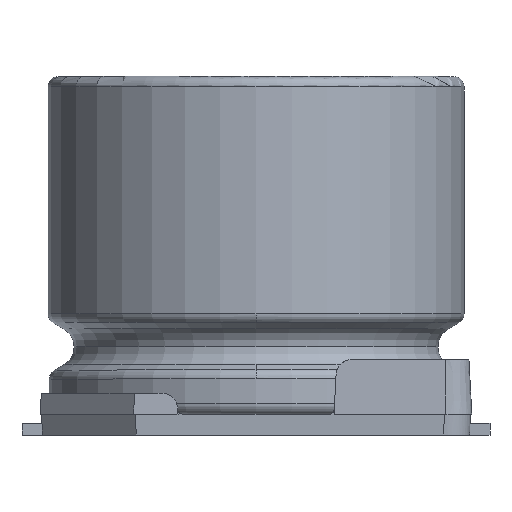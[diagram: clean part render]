
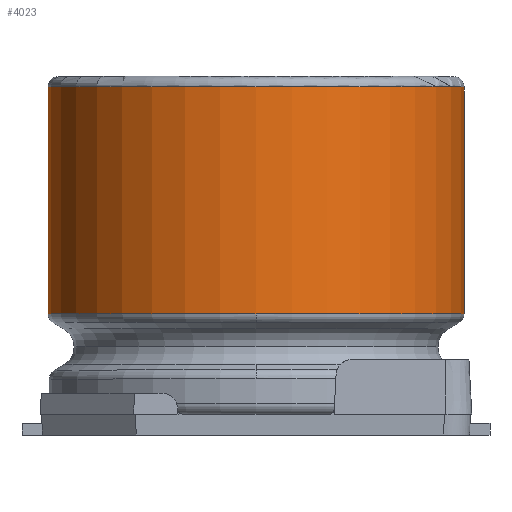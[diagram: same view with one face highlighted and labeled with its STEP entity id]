
A CAD part, top view. The second image highlights one B-rep face of the part: STEP entity #4023.
In plain terms, the highlighted cylindrical face has radius 4 mm (diameter 8 mm), a partial arc.
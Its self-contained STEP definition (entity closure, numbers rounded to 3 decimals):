
#150 = DIRECTION ( 'NONE',  ( 1., 0., 0. ) ) ;
#230 = EDGE_CURVE ( 'NONE', #694, #2395, #332, .T. ) ;
#332 = LINE ( 'NONE', #3308, #836 ) ;
#511 = CARTESIAN_POINT ( 'NONE',  ( 4., 2.335, 0. ) ) ;
#513 = EDGE_CURVE ( 'NONE', #2970, #3824, #1229, .T. ) ;
#617 = AXIS2_PLACEMENT_3D ( 'NONE', #1419, #3401, #150 ) ;
#659 = CARTESIAN_POINT ( 'NONE',  ( 0., 2.335, 0. ) ) ;
#694 = VERTEX_POINT ( 'NONE', #1126 ) ;
#759 = DIRECTION ( 'NONE',  ( 0., -1., 0. ) ) ;
#765 = CIRCLE ( 'NONE', #1566, 4. ) ;
#836 = VECTOR ( 'NONE', #2696, 1000. ) ;
#1126 = CARTESIAN_POINT ( 'NONE',  ( -4., 6.7, 0. ) ) ;
#1229 = LINE ( 'NONE', #3417, #3903 ) ;
#1274 = CARTESIAN_POINT ( 'NONE',  ( 4., 6.7, 0. ) ) ;
#1371 = EDGE_LOOP ( 'NONE', ( #4162, #3225, #2963, #2578, #1630 ) ) ;
#1419 = CARTESIAN_POINT ( 'NONE',  ( 0., 0.4, 0. ) ) ;
#1482 = DIRECTION ( 'NONE',  ( 1., 0., 0. ) ) ;
#1488 = DIRECTION ( 'NONE',  ( 0., 1., 0. ) ) ;
#1566 = AXIS2_PLACEMENT_3D ( 'NONE', #3730, #2122, #1482 ) ;
#1630 = ORIENTED_EDGE ( 'NONE', *, *, #230, .T. ) ;
#2122 = DIRECTION ( 'NONE',  ( 0., 1., 0. ) ) ;
#2127 = EDGE_CURVE ( 'NONE', #2395, #2694, #3760, .T. ) ;
#2166 = AXIS2_PLACEMENT_3D ( 'NONE', #3700, #759, #3970 ) ;
#2395 = VERTEX_POINT ( 'NONE', #3961 ) ;
#2560 = FACE_OUTER_BOUND ( 'NONE', #1371, .T. ) ;
#2578 = ORIENTED_EDGE ( 'NONE', *, *, #3089, .T. ) ;
#2677 = AXIS2_PLACEMENT_3D ( 'NONE', #659, #2895, #2908 ) ;
#2683 = CARTESIAN_POINT ( 'NONE',  ( 0., 2.335, 4. ) ) ;
#2694 = VERTEX_POINT ( 'NONE', #2683 ) ;
#2696 = DIRECTION ( 'NONE',  ( 0., -1., 0. ) ) ;
#2749 = EDGE_CURVE ( 'NONE', #2694, #2970, #765, .T. ) ;
#2895 = DIRECTION ( 'NONE',  ( 0., 1., 0. ) ) ;
#2908 = DIRECTION ( 'NONE',  ( 1., 0., 0. ) ) ;
#2963 = ORIENTED_EDGE ( 'NONE', *, *, #513, .T. ) ;
#2970 = VERTEX_POINT ( 'NONE', #511 ) ;
#3034 = CIRCLE ( 'NONE', #2166, 4. ) ;
#3089 = EDGE_CURVE ( 'NONE', #3824, #694, #3034, .T. ) ;
#3225 = ORIENTED_EDGE ( 'NONE', *, *, #2749, .T. ) ;
#3308 = CARTESIAN_POINT ( 'NONE',  ( -4., 0.4, 0. ) ) ;
#3401 = DIRECTION ( 'NONE',  ( 0., -1., 0. ) ) ;
#3417 = CARTESIAN_POINT ( 'NONE',  ( 4., 0.4, 0. ) ) ;
#3475 = CYLINDRICAL_SURFACE ( 'NONE', #617, 4. ) ;
#3700 = CARTESIAN_POINT ( 'NONE',  ( 0., 6.7, 0. ) ) ;
#3730 = CARTESIAN_POINT ( 'NONE',  ( 0., 2.335, 0. ) ) ;
#3760 = CIRCLE ( 'NONE', #2677, 4. ) ;
#3824 = VERTEX_POINT ( 'NONE', #1274 ) ;
#3903 = VECTOR ( 'NONE', #1488, 1000. ) ;
#3961 = CARTESIAN_POINT ( 'NONE',  ( -4., 2.335, 0. ) ) ;
#3970 = DIRECTION ( 'NONE',  ( 1., 0., 0. ) ) ;
#4023 = ADVANCED_FACE ( 'NONE', ( #2560 ), #3475, .T. ) ;
#4162 = ORIENTED_EDGE ( 'NONE', *, *, #2127, .T. ) ;
